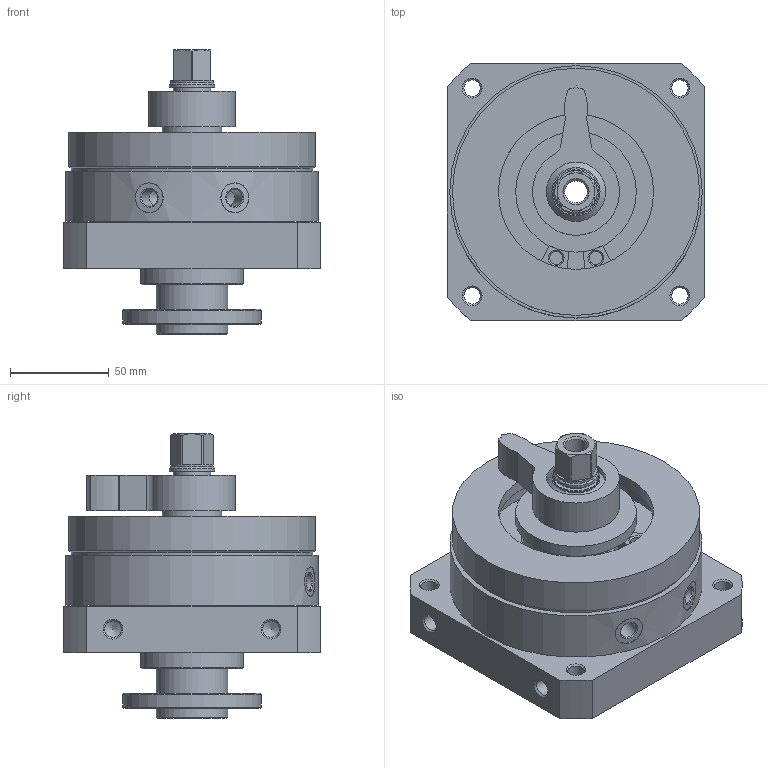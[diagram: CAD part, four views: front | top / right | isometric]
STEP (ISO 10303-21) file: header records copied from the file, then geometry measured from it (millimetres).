
FILE_DESCRIPTION(/* description */ ('STEP AP214'),/* implementation_level */ '2;1');
FILE_NAME(/* name */ '547600_DSM-40-270-FW-A-B',/* time_stamp */ '2024-08-21T18:44:30+02:00',/* author */ ('License CC BY-ND 4.0'),/* organization */ ('CADENAS'),/* preprocessor_version */ 'ST-DEVELOPER v19.3',/* originating_system */ 'PARTsolutions',/* authorisation */ ' ');
FILE_SCHEMA (('AUTOMOTIVE_DESIGN {1 0 10303 214 3 1 1}'));
Length unit declared in the file: millimetre
Products named in the file (4): 547600 DSM-40-270-FW-A-B--(0); 547600 DSM-40-270-FW-A-B_G---(B); 342623 DSM-40_NS; 547600 DSM-40-270-FW-A-B_K---(B)
Assembly tree (4 placements, depth 2):
  547600 DSM-40-270-FW-A-B--(0)
    547600 DSM-40-270-FW-A-B_G---(B)
    342623 DSM-40_NS  x2
    547600 DSM-40-270-FW-A-B_K---(B)
Bounding box: 130 x 130 x 143.8 mm (x, y, z)
Volume: 938328.5 mm3; surface area: 142555.3 mm2
Topology: 4 solids, 4 shells, 197 faces, 451 edges, 281 vertices
Faces by surface type: cylinder 71, plane 63, cone 61, torus 2
Full cylindrical faces by diameter (mm): 6.647 x6, 8.376 x10, 8.566 x2, 9 x4, 11.445 x1, 15 x2, 19 x1, 21.5 x1, 23 x2, 30 x3, 36 x2, 52 x1, 53 x1, 61 x1, 70 x1, 78.5 x1, 90 x1, 102 x1, 122 x1, 125 x1, 127.65 x1
Entity records: 4767 total; most frequent: DIRECTION 857, CARTESIAN_POINT 820, ORIENTED_EDGE 606, AXIS2_PLACEMENT_3D 381, FACE_BOUND 339, EDGE_LOOP 331, EDGE_CURVE 303, VERTEX_POINT 250
